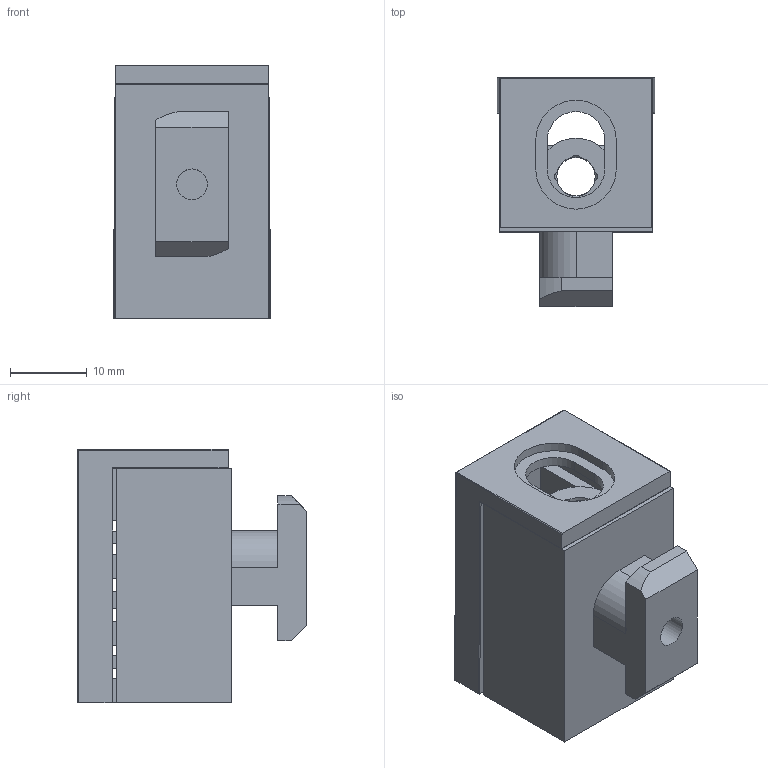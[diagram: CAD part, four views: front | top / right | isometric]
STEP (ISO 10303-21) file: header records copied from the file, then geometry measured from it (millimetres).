
FILE_DESCRIPTION(('STEP AP203'),'1');
FILE_NAME('SAFE10B1316.stp','2023-10-20T08:50:30',(' '),(' '),'Spatial InterOp 3D',' ',' ');
FILE_SCHEMA(('CONFIG_CONTROL_DESIGN'));
Length unit declared in the file: millimetre
Products named in the file (5): Panoblock 10 PA type B M6 sécurité avec vis + rondelle imperdable; clip; écrou; rondelle imperdable; panoblock
Assembly tree (4 placements, depth 2):
  Panoblock 10 PA type B M6 sécurité avec vis + rondelle imperdable
    clip
    écrou
    rondelle imperdable
    panoblock
Bounding box: 20.5 x 29.8 x 33 mm (x, y, z)
Volume: 9681.4 mm3; surface area: 8875.5 mm2
Topology: 4 solids, 4 shells, 191 faces, 549 edges, 341 vertices
Faces by surface type: plane 131, cylinder 43, bspline 8, cone 7, sphere 2
Full cylindrical faces by diameter (mm): 4 x1, 5 x1, 10 x1
Entity records: 7118 total; most frequent: CARTESIAN_POINT 1496, ORIENTED_EDGE 1084, DIRECTION 986, EDGE_CURVE 542, LINE 426, VECTOR 426, VERTEX_POINT 340, AXIS2_PLACEMENT_3D 280
